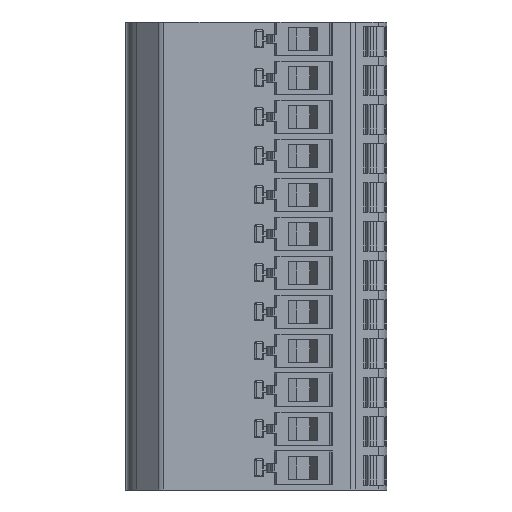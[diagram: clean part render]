
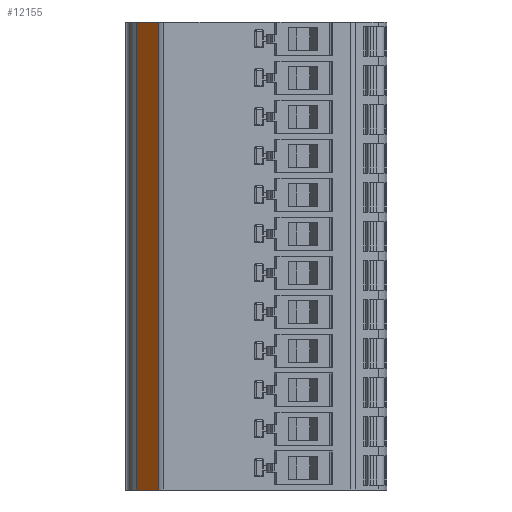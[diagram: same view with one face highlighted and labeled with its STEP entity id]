
A CAD part, front view. The second image highlights one B-rep face of the part: STEP entity #12155.
In plain terms, the highlighted planar face has unit normal (-0.707, -0.707, 0).
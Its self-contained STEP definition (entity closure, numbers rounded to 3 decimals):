
#147 = CARTESIAN_POINT ( 'NONE',  ( -22.272, 18.359, -57.25 ) ) ;
#403 = LINE ( 'NONE', #10041, #41877 ) ;
#1283 = EDGE_LOOP ( 'NONE', ( #61669, #9905, #2382, #57949 ) ) ;
#2382 = ORIENTED_EDGE ( 'NONE', *, *, #34263, .T. ) ;
#2471 = LINE ( 'NONE', #40593, #44668 ) ;
#7672 = PLANE ( 'NONE',  #36653 ) ;
#7877 = CARTESIAN_POINT ( 'NONE',  ( -22.272, 18.359, 5.15 ) ) ;
#7938 = FACE_OUTER_BOUND ( 'NONE', #1283, .T. ) ;
#9010 = VERTEX_POINT ( 'NONE', #147 ) ;
#9905 = ORIENTED_EDGE ( 'NONE', *, *, #61218, .T. ) ;
#10041 = CARTESIAN_POINT ( 'NONE',  ( -22.272, 18.359, -31.206 ) ) ;
#12155 = ADVANCED_FACE ( 'NONE', ( #7938 ), #7672, .T. ) ;
#18834 = CARTESIAN_POINT ( 'NONE',  ( -19.287, 15.374, 5.15 ) ) ;
#20368 = CARTESIAN_POINT ( 'NONE',  ( -19.287, 15.374, -57.25 ) ) ;
#20982 = DIRECTION ( 'NONE',  ( 0., 0., 1. ) ) ;
#22891 = EDGE_CURVE ( 'NONE', #45949, #31684, #57250, .T. ) ;
#24209 = EDGE_CURVE ( 'NONE', #45949, #9010, #403, .T. ) ;
#26447 = DIRECTION ( 'NONE',  ( -0.707, -0.707, 0. ) ) ;
#26533 = VERTEX_POINT ( 'NONE', #47335 ) ;
#28035 = CARTESIAN_POINT ( 'NONE',  ( -22.272, 18.359, 5.15 ) ) ;
#31684 = VERTEX_POINT ( 'NONE', #18834 ) ;
#34263 = EDGE_CURVE ( 'NONE', #26533, #31684, #2471, .T. ) ;
#36323 = DIRECTION ( 'NONE',  ( 0.707, -0.707, 0. ) ) ;
#36653 = AXIS2_PLACEMENT_3D ( 'NONE', #55770, #26447, #36323 ) ;
#40593 = CARTESIAN_POINT ( 'NONE',  ( -19.287, 15.374, -31.206 ) ) ;
#41597 = DIRECTION ( 'NONE',  ( 0.707, -0.707, 0. ) ) ;
#41877 = VECTOR ( 'NONE', #44010, 1000. ) ;
#44010 = DIRECTION ( 'NONE',  ( 0., 0., -1. ) ) ;
#44668 = VECTOR ( 'NONE', #20982, 1000. ) ;
#45949 = VERTEX_POINT ( 'NONE', #28035 ) ;
#46814 = LINE ( 'NONE', #20368, #50582 ) ;
#47335 = CARTESIAN_POINT ( 'NONE',  ( -19.287, 15.374, -57.25 ) ) ;
#50582 = VECTOR ( 'NONE', #60721, 1000. ) ;
#54226 = VECTOR ( 'NONE', #41597, 1000. ) ;
#55770 = CARTESIAN_POINT ( 'NONE',  ( -19.287, 15.374, -31.206 ) ) ;
#57250 = LINE ( 'NONE', #7877, #54226 ) ;
#57949 = ORIENTED_EDGE ( 'NONE', *, *, #22891, .F. ) ;
#60721 = DIRECTION ( 'NONE',  ( 0.707, -0.707, 0. ) ) ;
#61218 = EDGE_CURVE ( 'NONE', #9010, #26533, #46814, .T. ) ;
#61669 = ORIENTED_EDGE ( 'NONE', *, *, #24209, .T. ) ;
